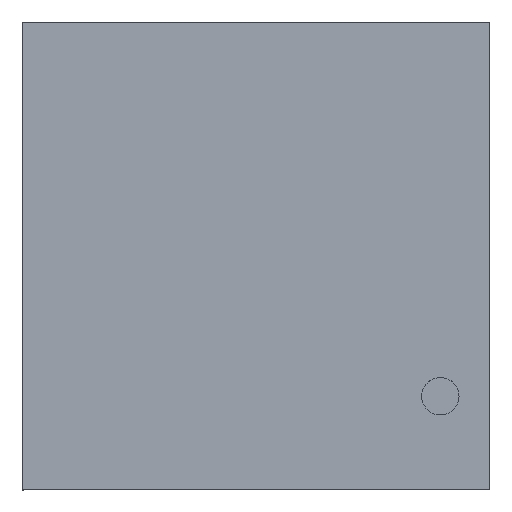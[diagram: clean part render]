
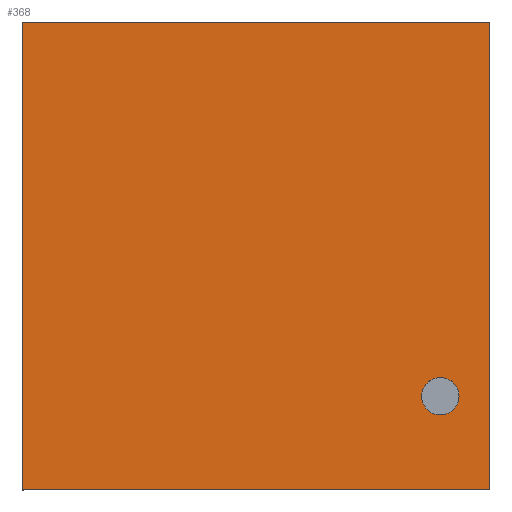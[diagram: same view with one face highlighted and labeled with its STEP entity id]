
A CAD part, top view. The second image highlights one B-rep face of the part: STEP entity #368.
In plain terms, the highlighted face is planar.
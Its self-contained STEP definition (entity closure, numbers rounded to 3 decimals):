
#67=FACE_BOUND('',#110,.T.);
#69=PLANE('',#432);
#87=FACE_OUTER_BOUND('',#109,.T.);
#109=EDGE_LOOP('',(#280,#281,#282,#283));
#110=EDGE_LOOP('',(#284));
#131=LINE('',#608,#166);
#132=LINE('',#610,#167);
#133=LINE('',#612,#168);
#134=LINE('',#613,#169);
#166=VECTOR('',#487,1000.);
#167=VECTOR('',#488,1000.);
#168=VECTOR('',#489,1000.);
#169=VECTOR('',#490,1000.);
#200=CIRCLE('',#429,0.1);
#204=VERTEX_POINT('',#599);
#206=VERTEX_POINT('',#606);
#207=VERTEX_POINT('',#607);
#208=VERTEX_POINT('',#609);
#209=VERTEX_POINT('',#611);
#232=EDGE_CURVE('',#204,#204,#200,.T.);
#235=EDGE_CURVE('',#206,#207,#131,.T.);
#236=EDGE_CURVE('',#207,#208,#132,.T.);
#237=EDGE_CURVE('',#208,#209,#133,.T.);
#238=EDGE_CURVE('',#206,#209,#134,.T.);
#280=ORIENTED_EDGE('',*,*,#235,.T.);
#281=ORIENTED_EDGE('',*,*,#236,.T.);
#282=ORIENTED_EDGE('',*,*,#237,.T.);
#283=ORIENTED_EDGE('',*,*,#238,.F.);
#284=ORIENTED_EDGE('',*,*,#232,.T.);
#368=ADVANCED_FACE('',(#87,#67),#69,.T.);
#429=AXIS2_PLACEMENT_3D('',#600,#478,#479);
#432=AXIS2_PLACEMENT_3D('',#605,#485,#486);
#478=DIRECTION('center_axis',(0.,-1.,0.));
#479=DIRECTION('ref_axis',(0.,0.,-1.));
#485=DIRECTION('center_axis',(0.,1.,0.));
#486=DIRECTION('ref_axis',(0.,0.,1.));
#487=DIRECTION('',(0.,0.,-1.));
#488=DIRECTION('',(-1.,0.,0.));
#489=DIRECTION('',(0.,0.,1.));
#490=DIRECTION('',(-1.,0.,0.));
#599=CARTESIAN_POINT('',(-0.75,0.5,1.835));
#600=CARTESIAN_POINT('Origin',(-0.75,0.5,1.735));
#605=CARTESIAN_POINT('Origin',(0.,0.5,0.));
#606=CARTESIAN_POINT('',(1.25,0.5,2.));
#607=CARTESIAN_POINT('',(1.25,0.5,-0.5));
#608=CARTESIAN_POINT('',(1.25,0.5,-0.5));
#609=CARTESIAN_POINT('',(-1.25,0.5,-0.5));
#610=CARTESIAN_POINT('',(-1.25,0.5,-0.5));
#611=CARTESIAN_POINT('',(-1.25,0.5,2.));
#612=CARTESIAN_POINT('',(-1.25,0.5,0.));
#613=CARTESIAN_POINT('',(-1.25,0.5,2.));
